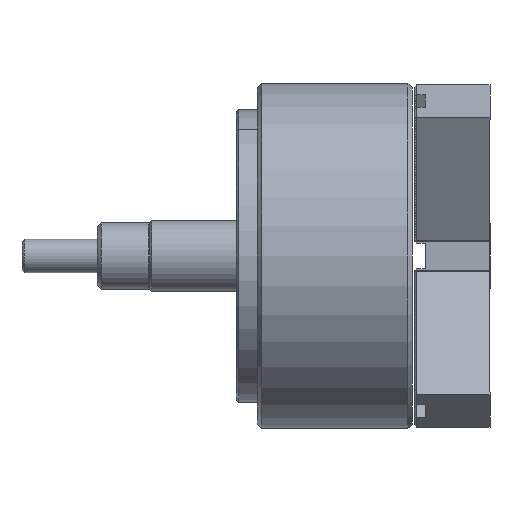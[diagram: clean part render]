
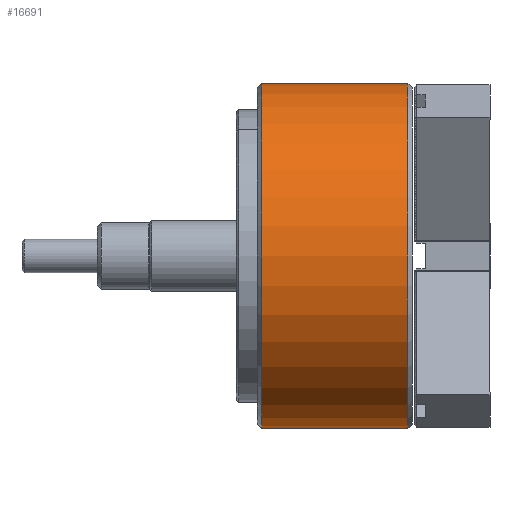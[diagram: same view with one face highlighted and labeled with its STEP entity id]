
A CAD part, front view. The second image highlights one B-rep face of the part: STEP entity #16691.
In plain terms, the highlighted cylindrical face has radius 82.5 mm (diameter 165 mm), a partial arc.
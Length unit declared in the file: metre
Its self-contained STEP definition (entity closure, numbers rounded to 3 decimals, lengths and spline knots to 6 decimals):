
#3341 = CARTESIAN_POINT ( 'NONE',  ( 0.002, 0., -0.0825 ) ) ;
#3510 = CARTESIAN_POINT ( 'NONE',  ( 0.072, 0., -0.0825 ) ) ;
#3530 = CARTESIAN_POINT ( 'NONE',  ( 0.072, 0., 0.0825 ) ) ;
#3543 = CARTESIAN_POINT ( 'NONE',  ( 0.002, 0., 0.0825 ) ) ;
#3736 = DIRECTION ( 'NONE',  ( -1., 0., 0. ) ) ;
#3737 = VECTOR ( 'NONE', #3736, 1. ) ;
#3739 = CARTESIAN_POINT ( 'NONE',  ( 0., 0., 0.0825 ) ) ;
#3740 = LINE ( 'NONE', #3739, #3737 ) ;
#3760 = LINE ( 'NONE', #3762, #3808 ) ;
#3762 = CARTESIAN_POINT ( 'NONE',  ( 0., 0., -0.0825 ) ) ;
#3807 = DIRECTION ( 'NONE',  ( -1., 0., 0. ) ) ;
#3808 = VECTOR ( 'NONE', #3807, 1. ) ;
#15204 = CYLINDRICAL_SURFACE ( 'NONE', #15224, 0.0825 ) ;
#15209 = CIRCLE ( 'NONE', #15231, 0.0825 ) ;
#15224 = AXIS2_PLACEMENT_3D ( 'NONE', #15246, #15241, #15240 ) ;
#15225 = DIRECTION ( 'NONE',  ( -1., 0., 0. ) ) ;
#15226 = CARTESIAN_POINT ( 'NONE',  ( 0.072, 0., 0. ) ) ;
#15230 = DIRECTION ( 'NONE',  ( 0., 0., 1. ) ) ;
#15231 = AXIS2_PLACEMENT_3D ( 'NONE', #15226, #15225, #15230 ) ;
#15240 = DIRECTION ( 'NONE',  ( 0., 0., 1. ) ) ;
#15241 = DIRECTION ( 'NONE',  ( -1., 0., 0. ) ) ;
#15246 = CARTESIAN_POINT ( 'NONE',  ( 0., 0., 0. ) ) ;
#15480 = DIRECTION ( 'NONE',  ( 0., 0., -1. ) ) ;
#15481 = DIRECTION ( 'NONE',  ( 1., 0., 0. ) ) ;
#15482 = CARTESIAN_POINT ( 'NONE',  ( 0.002, 0., 0. ) ) ;
#15483 = AXIS2_PLACEMENT_3D ( 'NONE', #15482, #15481, #15480 ) ;
#15485 = FACE_OUTER_BOUND ( 'NONE', #16697, .T. ) ;
#15507 = CIRCLE ( 'NONE', #15483, 0.0825 ) ;
#16683 = ORIENTED_EDGE ( 'NONE', *, *, #18562, .T. ) ;
#16684 = ORIENTED_EDGE ( 'NONE', *, *, #18588, .F. ) ;
#16687 = ORIENTED_EDGE ( 'NONE', *, *, #16699, .T. ) ;
#16689 = EDGE_CURVE ( 'NONE', #18439, #18335, #15507, .T. ) ;
#16691 = ADVANCED_FACE ( 'NONE', ( #15485 ), #15204, .T. ) ;
#16697 = EDGE_LOOP ( 'NONE', ( #16684, #16687, #16683, #16715 ) ) ;
#16699 = EDGE_CURVE ( 'NONE', #18424, #18428, #15209, .T. ) ;
#16715 = ORIENTED_EDGE ( 'NONE', *, *, #16689, .T. ) ;
#18335 = VERTEX_POINT ( 'NONE', #3341 ) ;
#18424 = VERTEX_POINT ( 'NONE', #3510 ) ;
#18428 = VERTEX_POINT ( 'NONE', #3530 ) ;
#18439 = VERTEX_POINT ( 'NONE', #3543 ) ;
#18562 = EDGE_CURVE ( 'NONE', #18428, #18439, #3740, .T. ) ;
#18588 = EDGE_CURVE ( 'NONE', #18424, #18335, #3760, .T. ) ;
